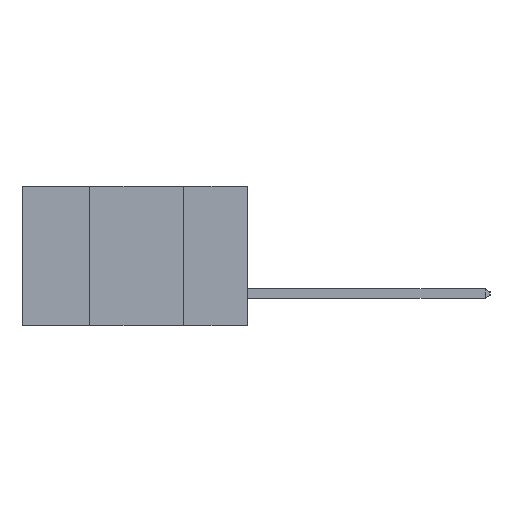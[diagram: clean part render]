
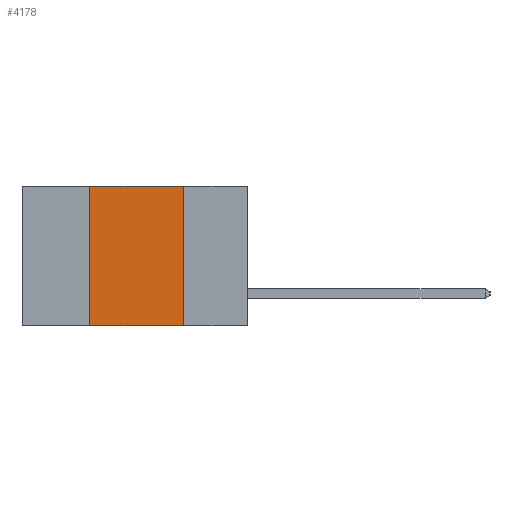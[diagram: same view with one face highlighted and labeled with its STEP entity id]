
A CAD part, left-side view. The second image highlights one B-rep face of the part: STEP entity #4178.
In plain terms, the highlighted planar face has unit normal (-1, 0, 0).
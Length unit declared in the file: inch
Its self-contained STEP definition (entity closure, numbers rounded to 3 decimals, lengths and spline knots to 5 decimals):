
#122 = DIRECTION ( 'NONE',  ( 0., 0., 1. ) ) ;
#188 = CARTESIAN_POINT ( 'NONE',  ( 0., 0.6, 0. ) ) ;
#1946 = EDGE_CURVE ( 'NONE', #17486, #11276, #10241, .T. ) ;
#2764 = CARTESIAN_POINT ( 'NONE',  ( 0., 0.17, 0. ) ) ;
#3459 = CARTESIAN_POINT ( 'NONE',  ( 0., 0.42, 0. ) ) ;
#4178 = ADVANCED_FACE ( 'NONE', ( #21316 ), #15550, .F. ) ;
#4517 = EDGE_LOOP ( 'NONE', ( #16234, #13089, #17525, #9235 ) ) ;
#4920 = AXIS2_PLACEMENT_3D ( 'NONE', #16137, #16112, #19701 ) ;
#6042 = VECTOR ( 'NONE', #20744, 39.37008 ) ;
#6045 = DIRECTION ( 'NONE',  ( 0., 0., -1. ) ) ;
#6543 = DIRECTION ( 'NONE',  ( 0., -1., 0. ) ) ;
#7127 = EDGE_CURVE ( 'NONE', #11276, #21226, #17630, .T. ) ;
#8147 = VECTOR ( 'NONE', #6045, 39.37008 ) ;
#8920 = EDGE_CURVE ( 'NONE', #18400, #21226, #10944, .T. ) ;
#9235 = ORIENTED_EDGE ( 'NONE', *, *, #8920, .T. ) ;
#10145 = CARTESIAN_POINT ( 'NONE',  ( 0., 0.17, -0.37 ) ) ;
#10241 = LINE ( 'NONE', #188, #18122 ) ;
#10944 = LINE ( 'NONE', #17509, #6042 ) ;
#11276 = VERTEX_POINT ( 'NONE', #2764 ) ;
#11671 = LINE ( 'NONE', #3459, #15634 ) ;
#11700 = CARTESIAN_POINT ( 'NONE',  ( 0., 0.42, 0. ) ) ;
#12666 = CARTESIAN_POINT ( 'NONE',  ( 0., 0.17, 0. ) ) ;
#13089 = ORIENTED_EDGE ( 'NONE', *, *, #1946, .F. ) ;
#15550 = PLANE ( 'NONE',  #4920 ) ;
#15634 = VECTOR ( 'NONE', #122, 39.37008 ) ;
#15650 = CARTESIAN_POINT ( 'NONE',  ( 0., 0.42, -0.37 ) ) ;
#16112 = DIRECTION ( 'NONE',  ( 1., 0., 0. ) ) ;
#16137 = CARTESIAN_POINT ( 'NONE',  ( 0., 0.6, 0. ) ) ;
#16234 = ORIENTED_EDGE ( 'NONE', *, *, #7127, .F. ) ;
#17486 = VERTEX_POINT ( 'NONE', #11700 ) ;
#17509 = CARTESIAN_POINT ( 'NONE',  ( 0., 0.6, -0.37 ) ) ;
#17525 = ORIENTED_EDGE ( 'NONE', *, *, #21206, .F. ) ;
#17630 = LINE ( 'NONE', #12666, #8147 ) ;
#18122 = VECTOR ( 'NONE', #6543, 39.37008 ) ;
#18400 = VERTEX_POINT ( 'NONE', #15650 ) ;
#19701 = DIRECTION ( 'NONE',  ( 0., 0., -1. ) ) ;
#20744 = DIRECTION ( 'NONE',  ( 0., -1., 0. ) ) ;
#21206 = EDGE_CURVE ( 'NONE', #18400, #17486, #11671, .T. ) ;
#21226 = VERTEX_POINT ( 'NONE', #10145 ) ;
#21316 = FACE_OUTER_BOUND ( 'NONE', #4517, .T. ) ;
